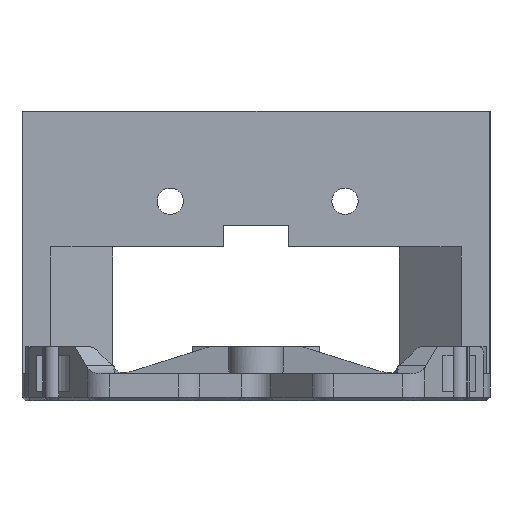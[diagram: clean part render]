
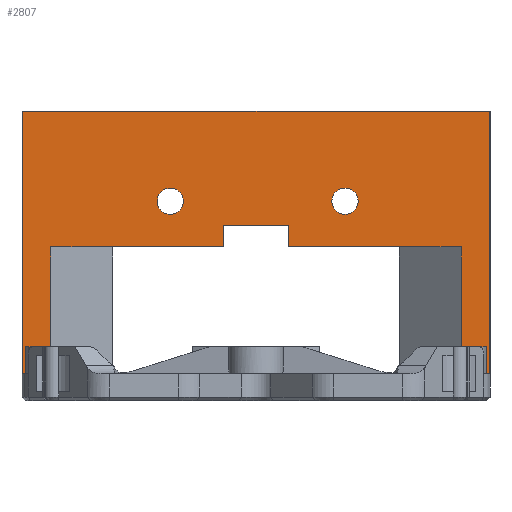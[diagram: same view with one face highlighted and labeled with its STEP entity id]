
A CAD part, front view. The second image highlights one B-rep face of the part: STEP entity #2807.
In plain terms, the highlighted planar face has unit normal (0, -1, 0).
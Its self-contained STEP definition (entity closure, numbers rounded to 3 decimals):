
#84=FACE_BOUND('',#374,.T.);
#85=FACE_BOUND('',#375,.T.);
#109=PLANE('',#3013);
#199=FACE_OUTER_BOUND('',#373,.T.);
#373=EDGE_LOOP('',(#1959,#1960,#1961,#1962,#1963,#1964,#1965,#1966,#1967,
#1968,#1969,#1970));
#374=EDGE_LOOP('',(#1971));
#375=EDGE_LOOP('',(#1972));
#564=LINE('',#4263,#829);
#569=LINE('',#4275,#834);
#571=LINE('',#4294,#836);
#572=LINE('',#4296,#837);
#573=LINE('',#4298,#838);
#574=LINE('',#4300,#839);
#575=LINE('',#4302,#840);
#576=LINE('',#4304,#841);
#577=LINE('',#4306,#842);
#578=LINE('',#4308,#843);
#579=LINE('',#4310,#844);
#580=LINE('',#4311,#845);
#829=VECTOR('',#3364,10.);
#834=VECTOR('',#3375,10.);
#836=VECTOR('',#3395,10.);
#837=VECTOR('',#3396,10.);
#838=VECTOR('',#3397,10.);
#839=VECTOR('',#3398,10.);
#840=VECTOR('',#3399,10.);
#841=VECTOR('',#3400,10.);
#842=VECTOR('',#3401,10.);
#843=VECTOR('',#3402,10.);
#844=VECTOR('',#3403,10.);
#845=VECTOR('',#3404,10.);
#1085=CIRCLE('',#2996,1.45);
#1087=CIRCLE('',#2999,1.45);
#1232=VERTEX_POINT('',#4249);
#1234=VERTEX_POINT('',#4255);
#1236=VERTEX_POINT('',#4260);
#1237=VERTEX_POINT('',#4262);
#1241=VERTEX_POINT('',#4274);
#1249=VERTEX_POINT('',#4293);
#1250=VERTEX_POINT('',#4295);
#1251=VERTEX_POINT('',#4297);
#1252=VERTEX_POINT('',#4299);
#1253=VERTEX_POINT('',#4301);
#1254=VERTEX_POINT('',#4303);
#1255=VERTEX_POINT('',#4305);
#1256=VERTEX_POINT('',#4307);
#1257=VERTEX_POINT('',#4309);
#1498=EDGE_CURVE('',#1232,#1232,#1085,.T.);
#1501=EDGE_CURVE('',#1234,#1234,#1087,.T.);
#1503=EDGE_CURVE('',#1236,#1237,#564,.T.);
#1509=EDGE_CURVE('',#1237,#1241,#569,.T.);
#1519=EDGE_CURVE('',#1236,#1249,#571,.T.);
#1520=EDGE_CURVE('',#1249,#1250,#572,.T.);
#1521=EDGE_CURVE('',#1250,#1251,#573,.T.);
#1522=EDGE_CURVE('',#1251,#1252,#574,.T.);
#1523=EDGE_CURVE('',#1252,#1253,#575,.T.);
#1524=EDGE_CURVE('',#1253,#1254,#576,.T.);
#1525=EDGE_CURVE('',#1254,#1255,#577,.T.);
#1526=EDGE_CURVE('',#1256,#1255,#578,.T.);
#1527=EDGE_CURVE('',#1257,#1256,#579,.T.);
#1528=EDGE_CURVE('',#1241,#1257,#580,.T.);
#1959=ORIENTED_EDGE('',*,*,#1503,.F.);
#1960=ORIENTED_EDGE('',*,*,#1519,.T.);
#1961=ORIENTED_EDGE('',*,*,#1520,.T.);
#1962=ORIENTED_EDGE('',*,*,#1521,.T.);
#1963=ORIENTED_EDGE('',*,*,#1522,.T.);
#1964=ORIENTED_EDGE('',*,*,#1523,.T.);
#1965=ORIENTED_EDGE('',*,*,#1524,.T.);
#1966=ORIENTED_EDGE('',*,*,#1525,.T.);
#1967=ORIENTED_EDGE('',*,*,#1526,.F.);
#1968=ORIENTED_EDGE('',*,*,#1527,.F.);
#1969=ORIENTED_EDGE('',*,*,#1528,.F.);
#1970=ORIENTED_EDGE('',*,*,#1509,.F.);
#1971=ORIENTED_EDGE('',*,*,#1498,.T.);
#1972=ORIENTED_EDGE('',*,*,#1501,.T.);
#2807=ADVANCED_FACE('',(#199,#84,#85),#109,.T.);
#2996=AXIS2_PLACEMENT_3D('',#4251,#3351,#3352);
#2999=AXIS2_PLACEMENT_3D('',#4257,#3358,#3359);
#3013=AXIS2_PLACEMENT_3D('',#4292,#3393,#3394);
#3351=DIRECTION('center_axis',(0.,1.,0.));
#3352=DIRECTION('ref_axis',(-1.,0.,0.));
#3358=DIRECTION('center_axis',(0.,1.,0.));
#3359=DIRECTION('ref_axis',(-1.,0.,0.));
#3364=DIRECTION('',(0.,0.,1.));
#3375=DIRECTION('',(1.,0.,0.));
#3393=DIRECTION('center_axis',(0.,-1.,0.));
#3394=DIRECTION('ref_axis',(1.,0.,0.));
#3395=DIRECTION('',(1.,0.,0.));
#3396=DIRECTION('',(0.,0.,1.));
#3397=DIRECTION('',(1.,0.,0.));
#3398=DIRECTION('',(0.,0.,1.));
#3399=DIRECTION('',(1.,0.,0.));
#3400=DIRECTION('',(0.,0.,-1.));
#3401=DIRECTION('',(1.,0.,0.));
#3402=DIRECTION('',(0.,0.,1.));
#3403=DIRECTION('',(-1.,0.,0.));
#3404=DIRECTION('',(0.,0.,-1.));
#4249=CARTESIAN_POINT('',(-59.718,17.297,25.044));
#4251=CARTESIAN_POINT('Origin',(-61.168,17.297,25.044));
#4255=CARTESIAN_POINT('',(-40.418,17.297,25.044));
#4257=CARTESIAN_POINT('Origin',(-41.868,17.297,25.044));
#4260=CARTESIAN_POINT('',(-77.45,17.297,6.));
#4262=CARTESIAN_POINT('',(-77.45,17.297,35.));
#4263=CARTESIAN_POINT('',(-77.45,17.297,13.));
#4274=CARTESIAN_POINT('',(-25.95,17.297,35.));
#4275=CARTESIAN_POINT('',(-77.55,17.297,35.));
#4292=CARTESIAN_POINT('Origin',(-29.047,17.297,6.));
#4293=CARTESIAN_POINT('',(-74.353,17.297,6.));
#4294=CARTESIAN_POINT('',(-77.55,17.297,6.));
#4295=CARTESIAN_POINT('',(-74.353,17.297,20.));
#4296=CARTESIAN_POINT('',(-74.353,17.297,6.));
#4297=CARTESIAN_POINT('',(-55.295,17.297,20.));
#4298=CARTESIAN_POINT('',(-77.55,17.297,20.));
#4299=CARTESIAN_POINT('',(-55.295,17.297,22.375));
#4300=CARTESIAN_POINT('',(-55.295,17.297,21.187));
#4301=CARTESIAN_POINT('',(-48.105,17.297,22.375));
#4302=CARTESIAN_POINT('',(-62.828,17.297,22.375));
#4303=CARTESIAN_POINT('',(-48.105,17.297,20.));
#4304=CARTESIAN_POINT('',(-48.105,17.297,20.));
#4305=CARTESIAN_POINT('',(-29.047,17.297,20.));
#4306=CARTESIAN_POINT('',(-77.55,17.297,20.));
#4307=CARTESIAN_POINT('',(-29.047,17.297,6.));
#4308=CARTESIAN_POINT('',(-29.047,17.297,6.));
#4309=CARTESIAN_POINT('',(-25.95,17.297,6.));
#4310=CARTESIAN_POINT('',(-25.85,17.297,6.));
#4311=CARTESIAN_POINT('',(-25.95,17.297,6.));
